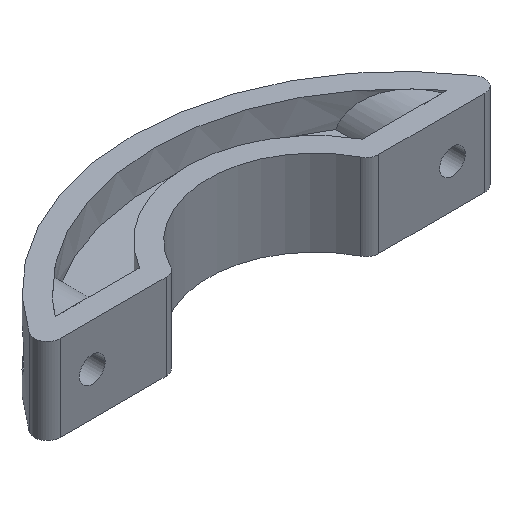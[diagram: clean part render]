
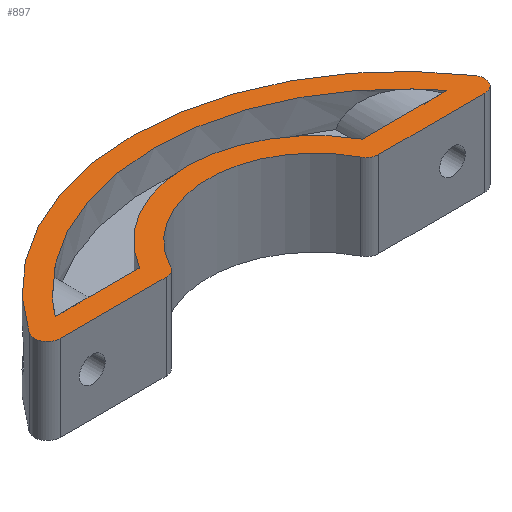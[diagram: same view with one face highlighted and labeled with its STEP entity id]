
A CAD part, isometric view. The second image highlights one B-rep face of the part: STEP entity #897.
In plain terms, the highlighted planar face has unit normal (0, 0, 1).
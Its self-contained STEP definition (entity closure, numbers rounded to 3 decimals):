
#336=CARTESIAN_POINT('Vertex',(42.,39.271,10.)) ;
#343=CARTESIAN_POINT('Vertex',(42.,35.,10.)) ;
#372=CARTESIAN_POINT('Vertex',(-42.,39.271,10.)) ;
#381=CARTESIAN_POINT('Vertex',(-42.,35.,10.)) ;
#408=CARTESIAN_POINT('Line Origine',(-33.99,35.,10.)) ;
#412=CARTESIAN_POINT('Vertex',(-25.981,35.,10.)) ;
#427=CARTESIAN_POINT('Axis2P3D Location',(0.,20.,10.)) ;
#431=CARTESIAN_POINT('Vertex',(25.981,35.,10.)) ;
#446=CARTESIAN_POINT('Line Origine',(33.99,35.,10.)) ;
#458=CARTESIAN_POINT('Line Origine',(43.81,35.,10.)) ;
#462=CARTESIAN_POINT('Vertex',(45.621,35.,10.)) ;
#476=CARTESIAN_POINT('Axis2P3D Location',(0.,0.,10.)) ;
#487=CARTESIAN_POINT('Axis2P3D Location',(0.,0.,10.)) ;
#499=CARTESIAN_POINT('Axis2P3D Location',(0.,0.,10.)) ;
#503=CARTESIAN_POINT('Vertex',(-45.621,35.,10.)) ;
#517=CARTESIAN_POINT('Line Origine',(-43.81,35.,10.)) ;
#601=CARTESIAN_POINT('Axis2P3D Location',(49.51,33.,10.)) ;
#605=CARTESIAN_POINT('Vertex',(52.006,34.664,10.)) ;
#607=CARTESIAN_POINT('Vertex',(49.51,30.,10.)) ;
#647=CARTESIAN_POINT('Vertex',(24.799,30.,10.)) ;
#655=CARTESIAN_POINT('Line Origine',(37.155,30.,10.)) ;
#690=CARTESIAN_POINT('Axis2P3D Location',(24.799,33.,10.)) ;
#694=CARTESIAN_POINT('Vertex',(22.142,31.607,10.)) ;
#727=CARTESIAN_POINT('Vertex',(-22.142,31.607,10.)) ;
#735=CARTESIAN_POINT('Axis2P3D Location',(0.,20.,10.)) ;
#752=CARTESIAN_POINT('Axis2P3D Location',(-24.799,33.,10.)) ;
#756=CARTESIAN_POINT('Vertex',(-24.799,30.,10.)) ;
#784=CARTESIAN_POINT('Vertex',(-49.51,30.,10.)) ;
#792=CARTESIAN_POINT('Line Origine',(-37.155,30.,10.)) ;
#860=CARTESIAN_POINT('Axis2P3D Location',(0.,0.,10.)) ;
#865=CARTESIAN_POINT('Axis2P3D Location',(0.,0.,10.)) ;
#869=CARTESIAN_POINT('Vertex',(-52.006,34.664,10.)) ;
#872=CARTESIAN_POINT('Axis2P3D Location',(-49.51,33.,10.)) ;
#409=DIRECTION('Vector Direction',(1.,0.,0.)) ;
#428=DIRECTION('Axis2P3D Direction',(0.,0.,1.)) ;
#447=DIRECTION('Vector Direction',(-1.,0.,0.)) ;
#459=DIRECTION('Vector Direction',(-1.,0.,0.)) ;
#477=DIRECTION('Axis2P3D Direction',(0.,0.,1.)) ;
#488=DIRECTION('Axis2P3D Direction',(0.,0.,1.)) ;
#500=DIRECTION('Axis2P3D Direction',(0.,0.,1.)) ;
#518=DIRECTION('Vector Direction',(1.,0.,0.)) ;
#602=DIRECTION('Axis2P3D Direction',(0.,-0.,1.)) ;
#656=DIRECTION('Vector Direction',(-1.,0.,0.)) ;
#691=DIRECTION('Axis2P3D Direction',(0.,0.,-1.)) ;
#736=DIRECTION('Axis2P3D Direction',(0.,0.,1.)) ;
#753=DIRECTION('Axis2P3D Direction',(0.,0.,-1.)) ;
#793=DIRECTION('Vector Direction',(-1.,0.,0.)) ;
#861=DIRECTION('Axis2P3D Direction',(0.,0.,1.)) ;
#862=DIRECTION('Axis2P3D XDirection',(1.,0.,0.)) ;
#866=DIRECTION('Axis2P3D Direction',(0.,0.,1.)) ;
#873=DIRECTION('Axis2P3D Direction',(0.,0.,1.)) ;
#429=AXIS2_PLACEMENT_3D('Circle Axis2P3D',#427,#428,$) ;
#478=AXIS2_PLACEMENT_3D('Circle Axis2P3D',#476,#477,$) ;
#489=AXIS2_PLACEMENT_3D('Circle Axis2P3D',#487,#488,$) ;
#501=AXIS2_PLACEMENT_3D('Circle Axis2P3D',#499,#500,$) ;
#603=AXIS2_PLACEMENT_3D('Circle Axis2P3D',#601,#602,$) ;
#692=AXIS2_PLACEMENT_3D('Circle Axis2P3D',#690,#691,$) ;
#737=AXIS2_PLACEMENT_3D('Circle Axis2P3D',#735,#736,$) ;
#754=AXIS2_PLACEMENT_3D('Circle Axis2P3D',#752,#753,$) ;
#863=AXIS2_PLACEMENT_3D('Plane Axis2P3D',#860,#861,#862) ;
#867=AXIS2_PLACEMENT_3D('Circle Axis2P3D',#865,#866,$) ;
#874=AXIS2_PLACEMENT_3D('Circle Axis2P3D',#872,#873,$) ;
#878=ORIENTED_EDGE('',*,*,#796,.T.) ;
#879=ORIENTED_EDGE('',*,*,#758,.F.) ;
#880=ORIENTED_EDGE('',*,*,#739,.T.) ;
#881=ORIENTED_EDGE('',*,*,#696,.F.) ;
#882=ORIENTED_EDGE('',*,*,#659,.T.) ;
#883=ORIENTED_EDGE('',*,*,#609,.F.) ;
#884=ORIENTED_EDGE('',*,*,#871,.T.) ;
#885=ORIENTED_EDGE('',*,*,#876,.F.) ;
#888=ORIENTED_EDGE('',*,*,#414,.F.) ;
#889=ORIENTED_EDGE('',*,*,#521,.F.) ;
#890=ORIENTED_EDGE('',*,*,#505,.F.) ;
#891=ORIENTED_EDGE('',*,*,#491,.F.) ;
#892=ORIENTED_EDGE('',*,*,#480,.F.) ;
#893=ORIENTED_EDGE('',*,*,#464,.F.) ;
#894=ORIENTED_EDGE('',*,*,#450,.F.) ;
#895=ORIENTED_EDGE('',*,*,#433,.F.) ;
#896=FACE_BOUND('',#887,.T.) ;
#410=VECTOR('Line Direction',#409,1.) ;
#448=VECTOR('Line Direction',#447,1.) ;
#460=VECTOR('Line Direction',#459,1.) ;
#519=VECTOR('Line Direction',#518,1.) ;
#657=VECTOR('Line Direction',#656,1.) ;
#794=VECTOR('Line Direction',#793,1.) ;
#897=ADVANCED_FACE('Corps principal',(#886,#896),#864,.T.) ;
#430=CIRCLE('generated circle',#429,30.) ;
#479=CIRCLE('generated circle',#478,57.5) ;
#490=CIRCLE('generated circle',#489,57.5) ;
#502=CIRCLE('generated circle',#501,57.5) ;
#604=CIRCLE('generated circle',#603,3.) ;
#693=CIRCLE('generated circle',#692,3.) ;
#738=CIRCLE('generated circle',#737,25.) ;
#755=CIRCLE('generated circle',#754,3.) ;
#868=CIRCLE('generated circle',#867,62.5) ;
#875=CIRCLE('generated circle',#874,3.) ;
#414=EDGE_CURVE('',#382,#413,#411,.T.) ;
#433=EDGE_CURVE('',#413,#432,#430,.F.) ;
#450=EDGE_CURVE('',#432,#344,#449,.F.) ;
#464=EDGE_CURVE('',#344,#463,#461,.F.) ;
#480=EDGE_CURVE('',#463,#337,#479,.T.) ;
#491=EDGE_CURVE('',#337,#373,#490,.T.) ;
#505=EDGE_CURVE('',#373,#504,#502,.T.) ;
#521=EDGE_CURVE('',#504,#382,#520,.T.) ;
#609=EDGE_CURVE('',#606,#608,#604,.F.) ;
#659=EDGE_CURVE('',#648,#608,#658,.F.) ;
#696=EDGE_CURVE('',#648,#695,#693,.T.) ;
#739=EDGE_CURVE('',#728,#695,#738,.F.) ;
#758=EDGE_CURVE('',#728,#757,#755,.T.) ;
#796=EDGE_CURVE('',#785,#757,#795,.F.) ;
#871=EDGE_CURVE('',#606,#870,#868,.T.) ;
#876=EDGE_CURVE('',#785,#870,#875,.F.) ;
#877=EDGE_LOOP('',(#878,#879,#880,#881,#882,#883,#884,#885)) ;
#887=EDGE_LOOP('',(#888,#889,#890,#891,#892,#893,#894,#895)) ;
#886=FACE_OUTER_BOUND('',#877,.T.) ;
#411=LINE('Line',#408,#410) ;
#449=LINE('Line',#446,#448) ;
#461=LINE('Line',#458,#460) ;
#520=LINE('Line',#517,#519) ;
#658=LINE('Line',#655,#657) ;
#795=LINE('Line',#792,#794) ;
#864=PLANE('Plane',#863) ;
#337=VERTEX_POINT('',#336) ;
#344=VERTEX_POINT('',#343) ;
#373=VERTEX_POINT('',#372) ;
#382=VERTEX_POINT('',#381) ;
#413=VERTEX_POINT('',#412) ;
#432=VERTEX_POINT('',#431) ;
#463=VERTEX_POINT('',#462) ;
#504=VERTEX_POINT('',#503) ;
#606=VERTEX_POINT('',#605) ;
#608=VERTEX_POINT('',#607) ;
#648=VERTEX_POINT('',#647) ;
#695=VERTEX_POINT('',#694) ;
#728=VERTEX_POINT('',#727) ;
#757=VERTEX_POINT('',#756) ;
#785=VERTEX_POINT('',#784) ;
#870=VERTEX_POINT('',#869) ;
